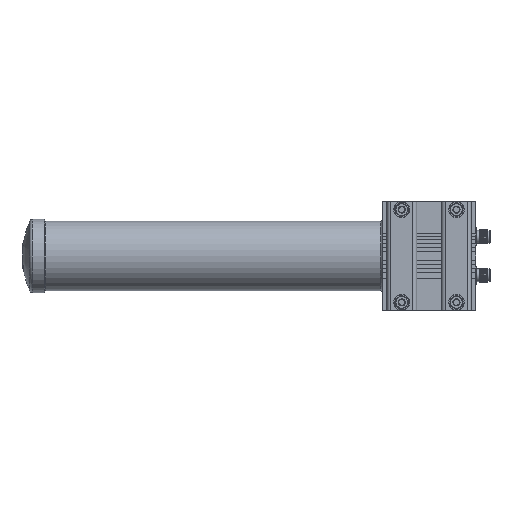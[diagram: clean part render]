
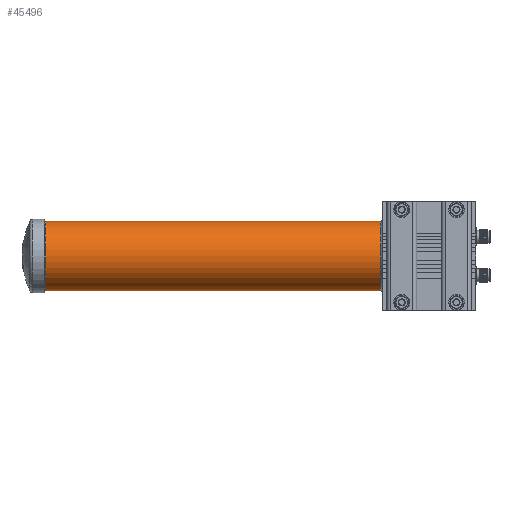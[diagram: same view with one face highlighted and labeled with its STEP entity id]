
A CAD part, front view. The second image highlights one B-rep face of the part: STEP entity #45496.
In plain terms, the highlighted cylindrical face has radius 37.465 mm (diameter 74.93 mm), a partial arc.
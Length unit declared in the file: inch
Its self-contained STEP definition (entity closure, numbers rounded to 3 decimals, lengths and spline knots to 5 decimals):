
#2960 = CARTESIAN_POINT ( 'NONE',  ( -18.25588, 0., 1.475 ) ) ;
#3020 = CARTESIAN_POINT ( 'NONE',  ( -4.05894, 0., 1.475 ) ) ;
#3022 = CARTESIAN_POINT ( 'NONE',  ( -4.05894, 0., -1.475 ) ) ;
#3027 = CARTESIAN_POINT ( 'NONE',  ( -18.25588, 0., -1.475 ) ) ;
#5016 = AXIS2_PLACEMENT_3D ( 'NONE', #49050, #49052, #49054 ) ;
#5020 = AXIS2_PLACEMENT_3D ( 'NONE', #49099, #49100, #49102 ) ;
#5918 = AXIS2_PLACEMENT_3D ( 'NONE', #41199, #41200, #41213 ) ;
#18317 = ORIENTED_EDGE ( 'NONE', *, *, #38770, .F. ) ;
#18318 = ORIENTED_EDGE ( 'NONE', *, *, #38773, .T. ) ;
#18319 = ORIENTED_EDGE ( 'NONE', *, *, #38772, .T. ) ;
#18320 = ORIENTED_EDGE ( 'NONE', *, *, #38766, .F. ) ;
#22680 = VERTEX_POINT ( 'NONE', #2960 ) ;
#22830 = VERTEX_POINT ( 'NONE', #3020 ) ;
#22831 = VERTEX_POINT ( 'NONE', #3022 ) ;
#22835 = VERTEX_POINT ( 'NONE', #3027 ) ;
#24401 = CIRCLE ( 'NONE', #5016, 1.475 ) ;
#24406 = LINE ( 'NONE', #49069, #24409 ) ;
#24407 = CIRCLE ( 'NONE', #5020, 1.475 ) ;
#24409 = VECTOR ( 'NONE', #49035, 39.37008 ) ;
#24410 = LINE ( 'NONE', #49046, #24412 ) ;
#24412 = VECTOR ( 'NONE', #49067, 39.37008 ) ;
#38766 = EDGE_CURVE ( 'NONE', #22830, #22831, #24401, .T. ) ;
#38770 = EDGE_CURVE ( 'NONE', #22680, #22830, #24406, .T. ) ;
#38772 = EDGE_CURVE ( 'NONE', #22835, #22831, #24410, .T. ) ;
#38773 = EDGE_CURVE ( 'NONE', #22680, #22835, #24407, .T. ) ;
#41199 = CARTESIAN_POINT ( 'NONE',  ( -19.25, 0., 0. ) ) ;
#41200 = DIRECTION ( 'NONE',  ( 1., 0., 0. ) ) ;
#41213 = DIRECTION ( 'NONE',  ( 0., 0., -1. ) ) ;
#41908 = FACE_OUTER_BOUND ( 'NONE', #44396, .T. ) ;
#41933 = CYLINDRICAL_SURFACE ( 'NONE', #5918, 1.475 ) ;
#44396 = EDGE_LOOP ( 'NONE', ( #18317, #18318, #18319, #18320 ) ) ;
#45496 = ADVANCED_FACE ( 'NONE', ( #41908 ), #41933, .T. ) ;
#49035 = DIRECTION ( 'NONE',  ( 1., 0., 0. ) ) ;
#49046 = CARTESIAN_POINT ( 'NONE',  ( -19.25, 0., -1.475 ) ) ;
#49050 = CARTESIAN_POINT ( 'NONE',  ( -4.05894, 0., 0. ) ) ;
#49052 = DIRECTION ( 'NONE',  ( 1., 0., 0. ) ) ;
#49054 = DIRECTION ( 'NONE',  ( 0., 0., -1. ) ) ;
#49067 = DIRECTION ( 'NONE',  ( 1., 0., 0. ) ) ;
#49069 = CARTESIAN_POINT ( 'NONE',  ( -19.25, 0., 1.475 ) ) ;
#49099 = CARTESIAN_POINT ( 'NONE',  ( -18.25588, 0., 0. ) ) ;
#49100 = DIRECTION ( 'NONE',  ( 1., 0., 0. ) ) ;
#49102 = DIRECTION ( 'NONE',  ( 0., 0., -1. ) ) ;
